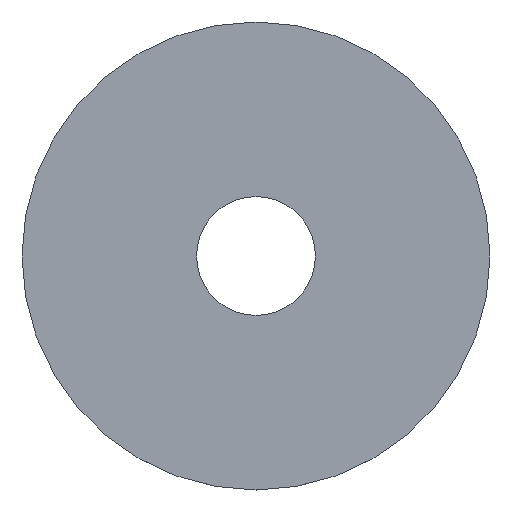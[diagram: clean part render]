
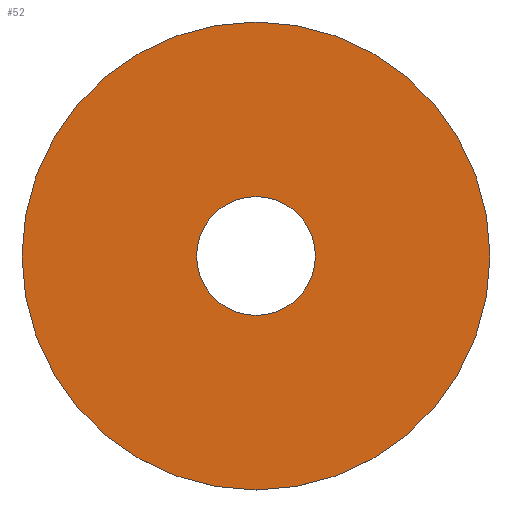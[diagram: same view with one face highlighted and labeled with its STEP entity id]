
A CAD part, top view. The second image highlights one B-rep face of the part: STEP entity #52.
In plain terms, the highlighted planar face has unit normal (0, 0, 1).
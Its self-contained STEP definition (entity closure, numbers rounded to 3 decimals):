
#9 = ORIENTED_EDGE ( 'NONE', *, *, #136, .T. ) ;
#23 = DIRECTION ( 'NONE',  ( 0., 1., 0. ) ) ;
#31 = CARTESIAN_POINT ( 'NONE',  ( 0., 8., 0.9 ) ) ;
#33 = VERTEX_POINT ( 'NONE', #31 ) ;
#36 = DIRECTION ( 'NONE',  ( 0., -1., 0. ) ) ;
#44 = AXIS2_PLACEMENT_3D ( 'NONE', #64, #134, #23 ) ;
#45 = ORIENTED_EDGE ( 'NONE', *, *, #100, .F. ) ;
#48 = EDGE_LOOP ( 'NONE', ( #9 ) ) ;
#52 = ADVANCED_FACE ( 'NONE', ( #63, #62 ), #110, .T. ) ;
#59 = AXIS2_PLACEMENT_3D ( 'NONE', #99, #149, #36 ) ;
#62 = FACE_OUTER_BOUND ( 'NONE', #151, .T. ) ;
#63 = FACE_BOUND ( 'NONE', #48, .T. ) ;
#64 = CARTESIAN_POINT ( 'NONE',  ( 0., 0., 0.9 ) ) ;
#67 = CARTESIAN_POINT ( 'NONE',  ( 0., 0., 0.9 ) ) ;
#99 = CARTESIAN_POINT ( 'NONE',  ( 0., 8., 0.9 ) ) ;
#100 = EDGE_CURVE ( 'NONE', #147, #147, #121, .T. ) ;
#107 = CIRCLE ( 'NONE', #166, 8. ) ;
#110 = PLANE ( 'NONE',  #59 ) ;
#121 = CIRCLE ( 'NONE', #44, 31.5 ) ;
#134 = DIRECTION ( 'NONE',  ( 0., 0., -1. ) ) ;
#136 = EDGE_CURVE ( 'NONE', #33, #33, #107, .T. ) ;
#140 = DIRECTION ( 'NONE',  ( 0., 0., -1. ) ) ;
#146 = CARTESIAN_POINT ( 'NONE',  ( 0., 31.5, 0.9 ) ) ;
#147 = VERTEX_POINT ( 'NONE', #146 ) ;
#149 = DIRECTION ( 'NONE',  ( 0., 0., 1. ) ) ;
#151 = EDGE_LOOP ( 'NONE', ( #45 ) ) ;
#157 = DIRECTION ( 'NONE',  ( 0., 1., 0. ) ) ;
#166 = AXIS2_PLACEMENT_3D ( 'NONE', #67, #140, #157 ) ;
